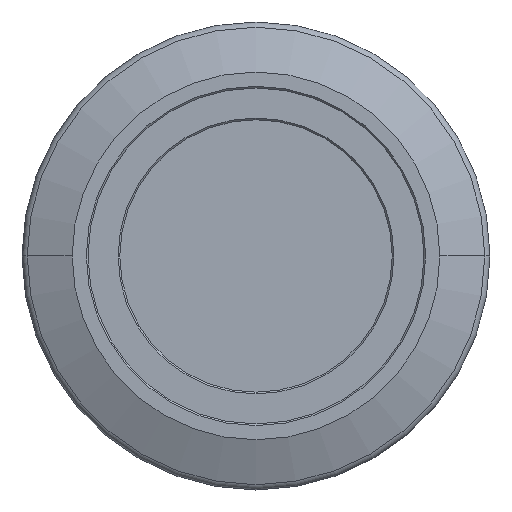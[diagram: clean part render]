
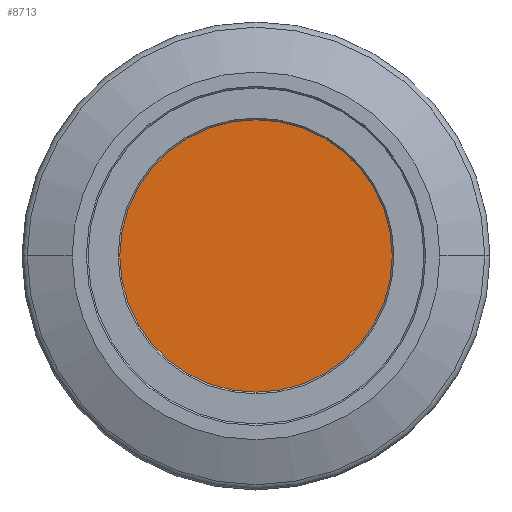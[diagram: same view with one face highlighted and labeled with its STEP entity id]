
A CAD part, top view. The second image highlights one B-rep face of the part: STEP entity #8713.
In plain terms, the highlighted planar face has unit normal (0, 0, 1).
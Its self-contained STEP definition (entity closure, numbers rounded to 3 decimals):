
#34 = DIRECTION ( 'NONE',  ( -1., 0., 0. ) ) ;
#79 = PLANE ( 'NONE',  #4940 ) ;
#602 = CARTESIAN_POINT ( 'NONE',  ( -8.15, 0., 5.9 ) ) ;
#690 = DIRECTION ( 'NONE',  ( 0., 0., 1. ) ) ;
#2193 = EDGE_LOOP ( 'NONE', ( #4020, #8130 ) ) ;
#2952 = DIRECTION ( 'NONE',  ( 0., 0., 1. ) ) ;
#3097 = CARTESIAN_POINT ( 'NONE',  ( 0., -1.94, 5.9 ) ) ;
#3431 = VERTEX_POINT ( 'NONE', #602 ) ;
#4020 = ORIENTED_EDGE ( 'NONE', *, *, #5473, .T. ) ;
#4219 = AXIS2_PLACEMENT_3D ( 'NONE', #5551, #8592, #4809 ) ;
#4809 = DIRECTION ( 'NONE',  ( -1., 0., 0. ) ) ;
#4940 = AXIS2_PLACEMENT_3D ( 'NONE', #3097, #690, #7430 ) ;
#5176 = AXIS2_PLACEMENT_3D ( 'NONE', #5186, #2952, #34 ) ;
#5186 = CARTESIAN_POINT ( 'NONE',  ( 0., 0., 5.9 ) ) ;
#5473 = EDGE_CURVE ( 'NONE', #5771, #3431, #6915, .T. ) ;
#5551 = CARTESIAN_POINT ( 'NONE',  ( 0., 0., 5.9 ) ) ;
#5771 = VERTEX_POINT ( 'NONE', #9418 ) ;
#6084 = EDGE_CURVE ( 'NONE', #3431, #5771, #8830, .T. ) ;
#6879 = FACE_OUTER_BOUND ( 'NONE', #2193, .T. ) ;
#6915 = CIRCLE ( 'NONE', #4219, 8.15 ) ;
#7430 = DIRECTION ( 'NONE',  ( 1., 0., 0. ) ) ;
#8130 = ORIENTED_EDGE ( 'NONE', *, *, #6084, .T. ) ;
#8592 = DIRECTION ( 'NONE',  ( 0., 0., 1. ) ) ;
#8713 = ADVANCED_FACE ( 'NONE', ( #6879 ), #79, .T. ) ;
#8830 = CIRCLE ( 'NONE', #5176, 8.15 ) ;
#9418 = CARTESIAN_POINT ( 'NONE',  ( 8.15, 0., 5.9 ) ) ;
